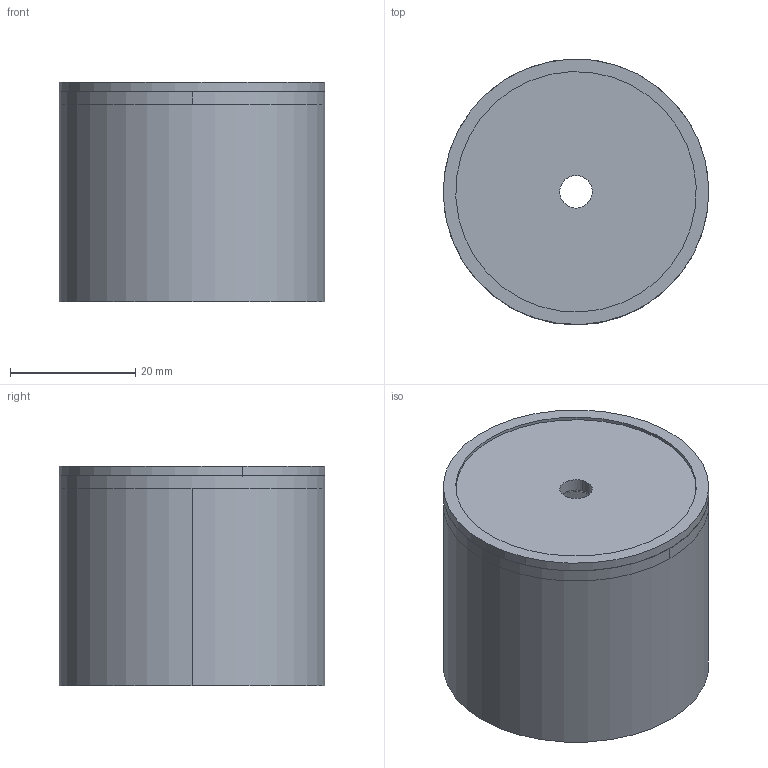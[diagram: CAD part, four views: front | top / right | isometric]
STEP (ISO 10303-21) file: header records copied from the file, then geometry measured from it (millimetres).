
FILE_DESCRIPTION (( 'STEP AP203' ), '1' );
FILE_NAME ('A20_0790-042-R.STEP', '2021-05-10T11:18:18', ( '' ), ( '' ), 'SwSTEP 2.0', 'SolidWorks 2019', '' );
FILE_SCHEMA (( 'CONFIG_CONTROL_DESIGN' ));
Length unit declared in the file: millimetre
Products named in the file (4): Part3; A20_0790-042-R.P2; A20_0790-042-R.P1; A20_0790-042-R
Assembly tree (3 placements, depth 2):
  A20_0790-042-R
    A20_0790-042-R.P1
    A20_0790-042-R.P2
    Part3
Bounding box: 42.4 x 42.4 x 35 mm (x, y, z)
Volume: 12283.4 mm3; surface area: 12556.3 mm2
Topology: 3 solids, 3 shells, 26 faces, 52 edges, 32 vertices
Faces by surface type: cylinder 12, cone 8, plane 6
Entity records: 1110 total; most frequent: DIRECTION 148, CARTESIAN_POINT 116, ORIENTED_EDGE 104, AXIS2_PLACEMENT_3D 64, EDGE_CURVE 52, PERSON_AND_ORGANIZATION 35, CIRCLE 32, VERTEX_POINT 32
